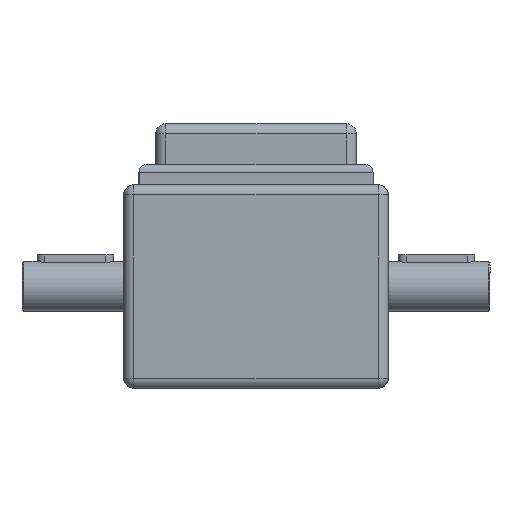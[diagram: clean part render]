
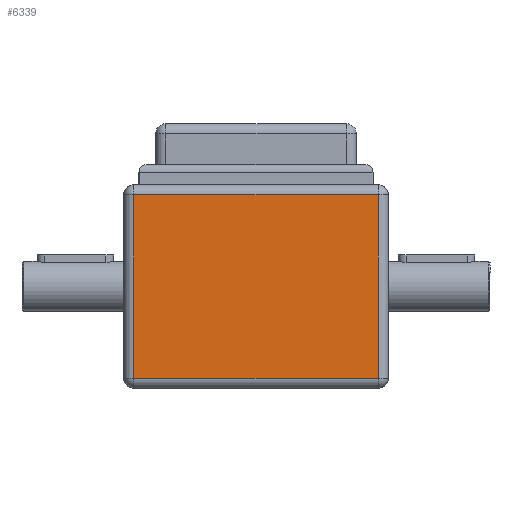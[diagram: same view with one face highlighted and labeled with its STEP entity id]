
A CAD part, front view. The second image highlights one B-rep face of the part: STEP entity #6339.
In plain terms, the highlighted face is planar.
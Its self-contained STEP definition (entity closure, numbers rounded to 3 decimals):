
#5813=CARTESIAN_POINT('',(24.,-18.,-60.));
#5814=VERTEX_POINT('',#5813);
#5846=CARTESIAN_POINT('',(24.,18.,-60.));
#5847=VERTEX_POINT('',#5846);
#5897=CARTESIAN_POINT('',(24.,-18.,-60.));
#5898=DIRECTION('',(0.0,1.0,0.0));
#5899=VECTOR('',#5898,36.);
#5900=LINE('',#5897,#5899);
#5901=EDGE_CURVE('',#5814,#5847,#5900,.T.);
#6177=CARTESIAN_POINT('',(-24.,18.,-60.));
#6178=VERTEX_POINT('',#6177);
#6210=CARTESIAN_POINT('',(-24.,-18.,-60.));
#6211=VERTEX_POINT('',#6210);
#6262=CARTESIAN_POINT('',(-24.,-18.,-60.));
#6263=DIRECTION('',(1.0,0.0,0.0));
#6264=VECTOR('',#6263,48.0);
#6265=LINE('',#6262,#6264);
#6266=EDGE_CURVE('',#6211,#5814,#6265,.T.);
#6278=CARTESIAN_POINT('',(-24.,18.,-60.));
#6279=DIRECTION('',(0.0,-1.0,0.0));
#6280=VECTOR('',#6279,36.);
#6281=LINE('',#6278,#6280);
#6282=EDGE_CURVE('',#6178,#6211,#6281,.T.);
#6299=CARTESIAN_POINT('',(24.,18.,-60.));
#6300=DIRECTION('',(-1.0,0.0,0.0));
#6301=VECTOR('',#6300,48.);
#6302=LINE('',#6299,#6301);
#6303=EDGE_CURVE('',#5847,#6178,#6302,.T.);
#6328=CARTESIAN_POINT('',(0.,0.,-60.));
#6329=DIRECTION('',(0.0,0.0,1.0));
#6330=DIRECTION('',(1.0,0.0,0.0));
#6331=AXIS2_PLACEMENT_3D('',#6328,#6329,#6330);
#6332=PLANE('',#6331);
#6333=ORIENTED_EDGE('',*,*,#6266,.F.);
#6334=ORIENTED_EDGE('',*,*,#6282,.F.);
#6335=ORIENTED_EDGE('',*,*,#6303,.F.);
#6336=ORIENTED_EDGE('',*,*,#5901,.F.);
#6337=EDGE_LOOP('',(#6333,#6334,#6335,#6336));
#6338=FACE_OUTER_BOUND('',#6337,.T.);
#6339=ADVANCED_FACE('',(#6338),#6332,.F.);
